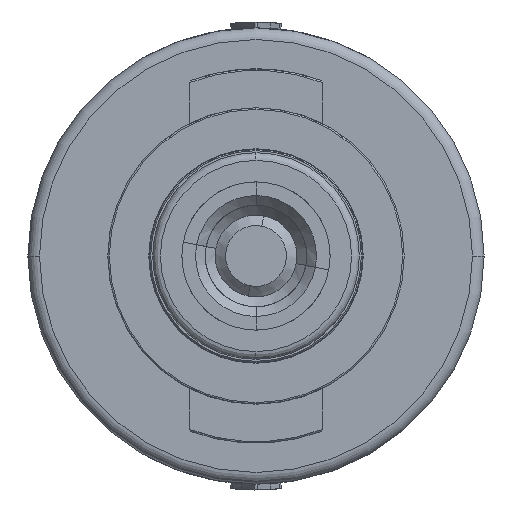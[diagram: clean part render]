
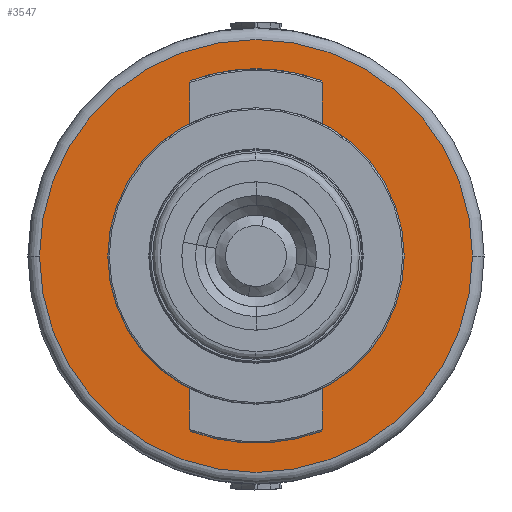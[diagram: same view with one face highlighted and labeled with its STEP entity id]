
A CAD part, left-side view. The second image highlights one B-rep face of the part: STEP entity #3547.
In plain terms, the highlighted face is planar.
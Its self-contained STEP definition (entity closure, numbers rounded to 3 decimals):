
#558 = VERTEX_POINT ( 'NONE', #10824 ) ;
#794 = DIRECTION ( 'NONE',  ( 1., 0., 0. ) ) ;
#1198 = CARTESIAN_POINT ( 'NONE',  ( -1.181, 0., 5.55 ) ) ;
#1222 = CARTESIAN_POINT ( 'NONE',  ( -1.181, 0., 3.8 ) ) ;
#1271 = EDGE_CURVE ( 'NONE', #558, #18182, #11353, .T. ) ;
#2524 = DIRECTION ( 'NONE',  ( 1., 0., 0. ) ) ;
#2606 = CARTESIAN_POINT ( 'NONE',  ( -1.181, 0., 0. ) ) ;
#2872 = DIRECTION ( 'NONE',  ( 0., 0., -1. ) ) ;
#3547 = ADVANCED_FACE ( 'NONE', ( #11092, #21901 ), #17961, .T. ) ;
#4323 = CIRCLE ( 'NONE', #23193, 5.55 ) ;
#4456 = CIRCLE ( 'NONE', #18406, 3.8 ) ;
#5197 = EDGE_CURVE ( 'NONE', #18390, #20962, #7224, .T. ) ;
#6704 = DIRECTION ( 'NONE',  ( 1., 0., 0. ) ) ;
#7224 = CIRCLE ( 'NONE', #12082, 5.55 ) ;
#7314 = DIRECTION ( 'NONE',  ( 0., 0., -1. ) ) ;
#7531 = ORIENTED_EDGE ( 'NONE', *, *, #19226, .T. ) ;
#8521 = CARTESIAN_POINT ( 'NONE',  ( -1.181, 0., 0. ) ) ;
#8946 = CARTESIAN_POINT ( 'NONE',  ( -1.181, 0., 0. ) ) ;
#9366 = EDGE_CURVE ( 'NONE', #18182, #558, #4456, .T. ) ;
#9960 = ORIENTED_EDGE ( 'NONE', *, *, #9366, .F. ) ;
#10824 = CARTESIAN_POINT ( 'NONE',  ( -1.181, 0., -3.8 ) ) ;
#11092 = FACE_OUTER_BOUND ( 'NONE', #17128, .T. ) ;
#11353 = CIRCLE ( 'NONE', #18365, 3.8 ) ;
#11926 = DIRECTION ( 'NONE',  ( 0., 0., -1. ) ) ;
#11992 = CARTESIAN_POINT ( 'NONE',  ( -1.181, 0., 0. ) ) ;
#12082 = AXIS2_PLACEMENT_3D ( 'NONE', #20651, #13288, #22535 ) ;
#12964 = DIRECTION ( 'NONE',  ( 1., 0., 0. ) ) ;
#13224 = EDGE_LOOP ( 'NONE', ( #20023, #9960 ) ) ;
#13288 = DIRECTION ( 'NONE',  ( 1., 0., 0. ) ) ;
#13841 = DIRECTION ( 'NONE',  ( 0., 0., -1. ) ) ;
#17128 = EDGE_LOOP ( 'NONE', ( #7531, #17973 ) ) ;
#17840 = CARTESIAN_POINT ( 'NONE',  ( -1.181, 0., -5.55 ) ) ;
#17961 = PLANE ( 'NONE',  #22387 ) ;
#17973 = ORIENTED_EDGE ( 'NONE', *, *, #5197, .T. ) ;
#18182 = VERTEX_POINT ( 'NONE', #1222 ) ;
#18365 = AXIS2_PLACEMENT_3D ( 'NONE', #2606, #2524, #11926 ) ;
#18390 = VERTEX_POINT ( 'NONE', #1198 ) ;
#18406 = AXIS2_PLACEMENT_3D ( 'NONE', #11992, #794, #13841 ) ;
#19226 = EDGE_CURVE ( 'NONE', #20962, #18390, #4323, .T. ) ;
#20023 = ORIENTED_EDGE ( 'NONE', *, *, #1271, .F. ) ;
#20651 = CARTESIAN_POINT ( 'NONE',  ( -1.181, 0., 0. ) ) ;
#20962 = VERTEX_POINT ( 'NONE', #17840 ) ;
#21901 = FACE_BOUND ( 'NONE', #13224, .T. ) ;
#22387 = AXIS2_PLACEMENT_3D ( 'NONE', #8521, #6704, #2872 ) ;
#22535 = DIRECTION ( 'NONE',  ( 0., 0., -1. ) ) ;
#23193 = AXIS2_PLACEMENT_3D ( 'NONE', #8946, #12964, #7314 ) ;
